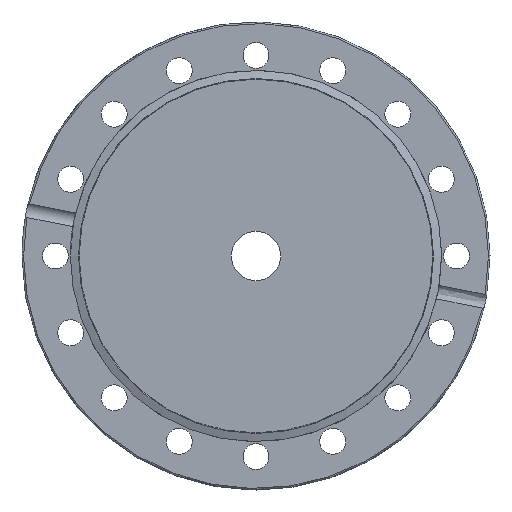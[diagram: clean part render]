
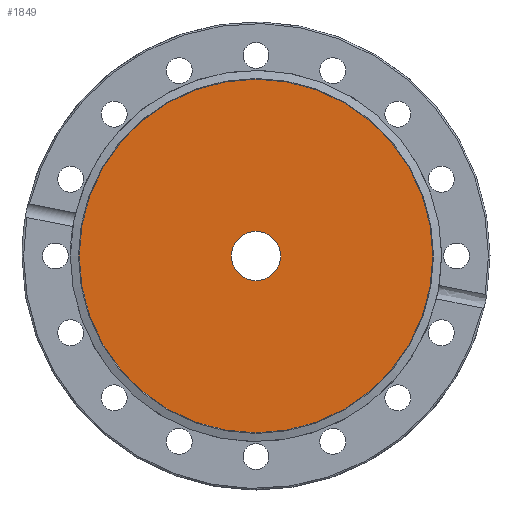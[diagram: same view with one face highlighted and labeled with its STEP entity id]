
A CAD part, left-side view. The second image highlights one B-rep face of the part: STEP entity #1849.
In plain terms, the highlighted planar face has unit normal (-1, 0, 0).
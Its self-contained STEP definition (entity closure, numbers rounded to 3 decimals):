
#1815=CARTESIAN_POINT('',(1.2,8.,0.0));
#1816=VERTEX_POINT('',#1815);
#1817=CARTESIAN_POINT('',(1.2,0.0,0.0));
#1818=DIRECTION('',(1.0,0.0,0.0));
#1819=DIRECTION('',(0.0,1.0,0.0));
#1820=AXIS2_PLACEMENT_3D('',#1817,#1818,#1819);
#1821=CIRCLE('',#1820,8.);
#1822=EDGE_CURVE('',#1816,#1816,#1821,.T.);
#1830=CARTESIAN_POINT('',(1.2,32.716,0.0));
#1831=DIRECTION('',(-1.0,0.0,0.0));
#1832=DIRECTION('',(0.0,0.0,1.0));
#1833=AXIS2_PLACEMENT_3D('',#1830,#1831,#1832);
#1834=PLANE('',#1833);
#1835=CARTESIAN_POINT('',(1.2,57.432,0.0));
#1836=VERTEX_POINT('',#1835);
#1837=CARTESIAN_POINT('',(1.2,0.0,0.0));
#1838=DIRECTION('',(1.0,0.0,0.0));
#1839=DIRECTION('',(0.0,1.0,0.0));
#1840=AXIS2_PLACEMENT_3D('',#1837,#1838,#1839);
#1841=CIRCLE('',#1840,57.432);
#1842=EDGE_CURVE('',#1836,#1836,#1841,.T.);
#1843=ORIENTED_EDGE('',*,*,#1842,.F.);
#1844=EDGE_LOOP('',(#1843));
#1845=FACE_OUTER_BOUND('',#1844,.T.);
#1846=ORIENTED_EDGE('',*,*,#1822,.T.);
#1847=EDGE_LOOP('',(#1846));
#1848=FACE_BOUND('',#1847,.T.);
#1849=ADVANCED_FACE('',(#1845,#1848),#1834,.T.);
